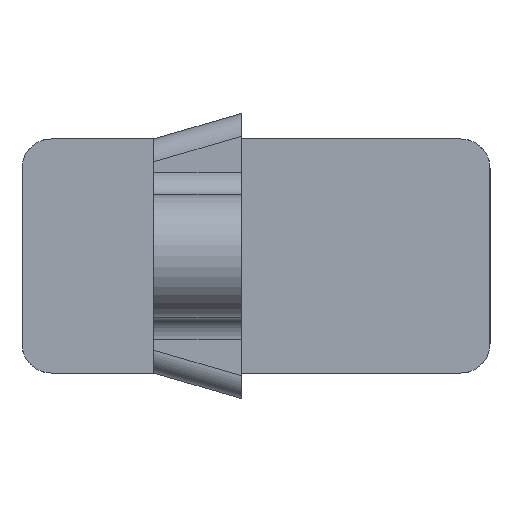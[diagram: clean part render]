
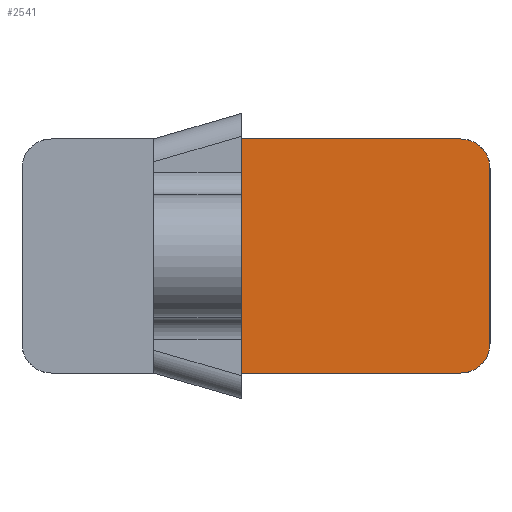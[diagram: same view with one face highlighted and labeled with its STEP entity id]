
A CAD part, left-side view. The second image highlights one B-rep face of the part: STEP entity #2541.
In plain terms, the highlighted planar face has unit normal (-1, 0, 0).
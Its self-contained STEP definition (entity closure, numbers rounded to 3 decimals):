
#163=DIRECTION('',(0.,0.,1.));
#164=VECTOR('',#163,16.);
#165=CARTESIAN_POINT('',(-40.75,-3.,-8.));
#166=LINE('',#165,#164);
#167=DIRECTION('',(0.,-1.,0.));
#168=VECTOR('',#167,15.);
#169=CARTESIAN_POINT('',(-40.75,-3.,8.));
#170=LINE('',#169,#168);
#171=CARTESIAN_POINT('',(-40.75,-18.,6.));
#172=DIRECTION('',(1.,0.,0.));
#173=DIRECTION('',(0.,0.,1.));
#174=AXIS2_PLACEMENT_3D('',#171,#172,#173);
#176=CARTESIAN_POINT('',(-40.75,-18.,-6.));
#177=DIRECTION('',(1.,0.,0.));
#178=DIRECTION('',(0.,-1.,0.));
#179=AXIS2_PLACEMENT_3D('',#176,#177,#178);
#181=DIRECTION('',(0.,-1.,0.));
#182=VECTOR('',#181,15.);
#183=CARTESIAN_POINT('',(-40.75,-3.,-8.));
#184=LINE('',#183,#182);
#207=DIRECTION('',(0.,0.,1.));
#208=VECTOR('',#207,12.);
#209=CARTESIAN_POINT('',(-40.75,-20.,-6.));
#210=LINE('',#209,#208);
#1997=CARTESIAN_POINT('',(-40.75,-3.,-8.));
#1998=CARTESIAN_POINT('',(-40.75,-3.,8.));
#1999=VERTEX_POINT('',#1997);
#2000=VERTEX_POINT('',#1998);
#2001=CARTESIAN_POINT('',(-40.75,-20.,-6.));
#2002=CARTESIAN_POINT('',(-40.75,-20.,6.));
#2003=VERTEX_POINT('',#2001);
#2004=VERTEX_POINT('',#2002);
#2221=CARTESIAN_POINT('',(-40.75,-18.,-8.));
#2222=VERTEX_POINT('',#2221);
#2223=CARTESIAN_POINT('',(-40.75,-18.,8.));
#2224=VERTEX_POINT('',#2223);
#2524=CARTESIAN_POINT('',(-40.75,-3.,-9.75));
#2525=DIRECTION('',(-1.,0.,0.));
#2526=DIRECTION('',(0.,-1.,0.));
#2527=AXIS2_PLACEMENT_3D('',#2524,#2525,#2526);
#2528=PLANE('',#2527);
#2529=ORIENTED_EDGE('',*,*,#2424,.T.);
#2530=ORIENTED_EDGE('',*,*,#2450,.T.);
#2532=ORIENTED_EDGE('',*,*,#2531,.T.);
#2534=ORIENTED_EDGE('',*,*,#2533,.F.);
#2536=ORIENTED_EDGE('',*,*,#2535,.T.);
#2538=ORIENTED_EDGE('',*,*,#2537,.F.);
#2539=EDGE_LOOP('',(#2529,#2530,#2532,#2534,#2536,#2538));
#2540=FACE_OUTER_BOUND('',#2539,.F.);
#175=CIRCLE('',#174,2.);
#180=CIRCLE('',#179,2.);
#2424=EDGE_CURVE('',#1999,#2000,#166,.T.);
#2450=EDGE_CURVE('',#2000,#2224,#170,.T.);
#2531=EDGE_CURVE('',#2224,#2004,#175,.T.);
#2533=EDGE_CURVE('',#2003,#2004,#210,.T.);
#2535=EDGE_CURVE('',#2003,#2222,#180,.T.);
#2537=EDGE_CURVE('',#1999,#2222,#184,.T.);
#2541=ADVANCED_FACE('',(#2540),#2528,.T.);
